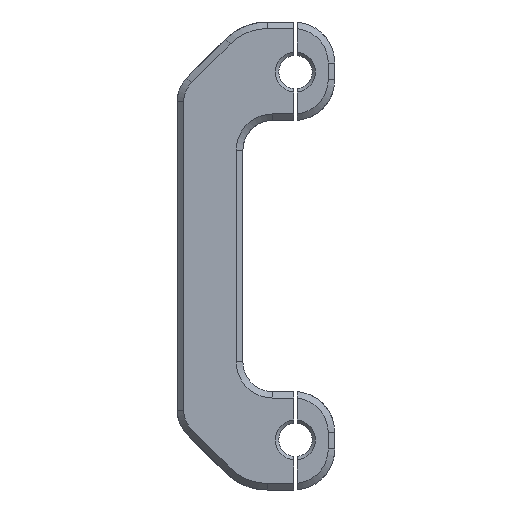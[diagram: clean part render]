
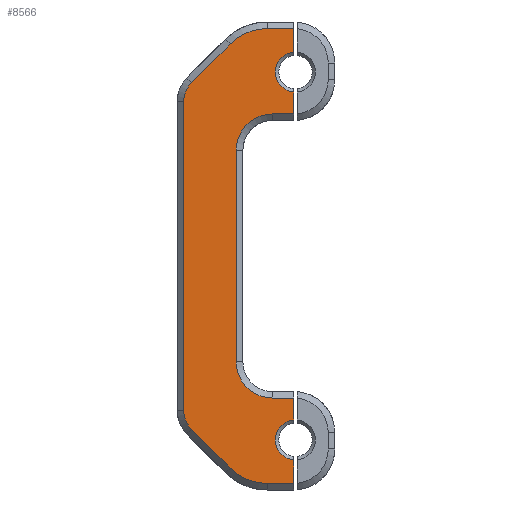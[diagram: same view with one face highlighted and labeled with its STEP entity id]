
A CAD part, left-side view. The second image highlights one B-rep face of the part: STEP entity #8566.
In plain terms, the highlighted planar face has unit normal (-1, 0, 0).
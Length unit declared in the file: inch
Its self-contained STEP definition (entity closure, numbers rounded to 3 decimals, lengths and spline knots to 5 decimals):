
#557=CIRCLE('',#9166,0.8);
#560=CIRCLE('',#9171,0.4);
#562=CIRCLE('',#9175,0.4);
#564=CIRCLE('',#9179,0.8);
#565=CIRCLE('',#9182,0.304);
#566=CIRCLE('',#9183,0.55);
#567=CIRCLE('',#9184,0.55);
#568=CIRCLE('',#9185,0.304);
#938=FACE_OUTER_BOUND('',#1453,.T.);
#1453=EDGE_LOOP('',(#6222,#6223,#6224,#6225,#6226,#6227,#6228,#6229,#6230,
#6231,#6232,#6233,#6234,#6235,#6236,#6237,#6238,#6239,#6240,#6241));
#2066=LINE('',#13044,#2781);
#2070=LINE('',#13056,#2785);
#2074=LINE('',#13068,#2789);
#2076=LINE('',#13077,#2791);
#2079=LINE('',#13083,#2794);
#2080=LINE('',#13085,#2795);
#2081=LINE('',#13089,#2796);
#2082=LINE('',#13091,#2797);
#2083=LINE('',#13095,#2798);
#2084=LINE('',#13099,#2799);
#2085=LINE('',#13101,#2800);
#2086=LINE('',#13104,#2801);
#2781=VECTOR('',#10475,0.3937);
#2785=VECTOR('',#10487,0.3937);
#2789=VECTOR('',#10499,0.3937);
#2791=VECTOR('',#10509,0.3937);
#2794=VECTOR('',#10514,0.3937);
#2795=VECTOR('',#10515,0.3937);
#2796=VECTOR('',#10518,0.3937);
#2797=VECTOR('',#10519,0.3937);
#2798=VECTOR('',#10522,0.3937);
#2799=VECTOR('',#10525,0.3937);
#2800=VECTOR('',#10526,0.3937);
#2801=VECTOR('',#10529,0.3937);
#3623=VERTEX_POINT('',#13031);
#3625=VERTEX_POINT('',#13034);
#3627=VERTEX_POINT('',#13040);
#3629=VERTEX_POINT('',#13046);
#3631=VERTEX_POINT('',#13052);
#3633=VERTEX_POINT('',#13058);
#3635=VERTEX_POINT('',#13064);
#3637=VERTEX_POINT('',#13070);
#3639=VERTEX_POINT('',#13076);
#3641=VERTEX_POINT('',#13082);
#3642=VERTEX_POINT('',#13084);
#3643=VERTEX_POINT('',#13086);
#3644=VERTEX_POINT('',#13088);
#3645=VERTEX_POINT('',#13090);
#3646=VERTEX_POINT('',#13092);
#3647=VERTEX_POINT('',#13094);
#3648=VERTEX_POINT('',#13096);
#3649=VERTEX_POINT('',#13098);
#3650=VERTEX_POINT('',#13100);
#3651=VERTEX_POINT('',#13102);
#4579=EDGE_CURVE('',#3623,#3625,#557,.T.);
#4584=EDGE_CURVE('',#3625,#3627,#2066,.T.);
#4587=EDGE_CURVE('',#3627,#3629,#560,.T.);
#4590=EDGE_CURVE('',#3629,#3631,#2070,.T.);
#4593=EDGE_CURVE('',#3631,#3633,#562,.T.);
#4596=EDGE_CURVE('',#3633,#3635,#2074,.T.);
#4599=EDGE_CURVE('',#3635,#3637,#564,.T.);
#4600=EDGE_CURVE('',#3637,#3639,#2076,.T.);
#4603=EDGE_CURVE('',#3641,#3623,#2079,.T.);
#4604=EDGE_CURVE('',#3641,#3642,#2080,.T.);
#4605=EDGE_CURVE('',#3643,#3642,#565,.T.);
#4606=EDGE_CURVE('',#3643,#3644,#2081,.T.);
#4607=EDGE_CURVE('',#3645,#3644,#2082,.T.);
#4608=EDGE_CURVE('',#3646,#3645,#566,.T.);
#4609=EDGE_CURVE('',#3647,#3646,#2083,.T.);
#4610=EDGE_CURVE('',#3648,#3647,#567,.T.);
#4611=EDGE_CURVE('',#3649,#3648,#2084,.T.);
#4612=EDGE_CURVE('',#3649,#3650,#2085,.T.);
#4613=EDGE_CURVE('',#3651,#3650,#568,.T.);
#4614=EDGE_CURVE('',#3651,#3639,#2086,.T.);
#6222=ORIENTED_EDGE('',*,*,#4599,.F.);
#6223=ORIENTED_EDGE('',*,*,#4596,.F.);
#6224=ORIENTED_EDGE('',*,*,#4593,.F.);
#6225=ORIENTED_EDGE('',*,*,#4590,.F.);
#6226=ORIENTED_EDGE('',*,*,#4587,.F.);
#6227=ORIENTED_EDGE('',*,*,#4584,.F.);
#6228=ORIENTED_EDGE('',*,*,#4579,.F.);
#6229=ORIENTED_EDGE('',*,*,#4603,.F.);
#6230=ORIENTED_EDGE('',*,*,#4604,.T.);
#6231=ORIENTED_EDGE('',*,*,#4605,.F.);
#6232=ORIENTED_EDGE('',*,*,#4606,.T.);
#6233=ORIENTED_EDGE('',*,*,#4607,.F.);
#6234=ORIENTED_EDGE('',*,*,#4608,.F.);
#6235=ORIENTED_EDGE('',*,*,#4609,.F.);
#6236=ORIENTED_EDGE('',*,*,#4610,.F.);
#6237=ORIENTED_EDGE('',*,*,#4611,.F.);
#6238=ORIENTED_EDGE('',*,*,#4612,.T.);
#6239=ORIENTED_EDGE('',*,*,#4613,.F.);
#6240=ORIENTED_EDGE('',*,*,#4614,.T.);
#6241=ORIENTED_EDGE('',*,*,#4600,.F.);
#8249=PLANE('',#9181);
#8566=ADVANCED_FACE('',(#938),#8249,.T.);
#9166=AXIS2_PLACEMENT_3D('',#13035,#10466,#10467);
#9171=AXIS2_PLACEMENT_3D('',#13050,#10481,#10482);
#9175=AXIS2_PLACEMENT_3D('',#13062,#10493,#10494);
#9179=AXIS2_PLACEMENT_3D('',#13074,#10505,#10506);
#9181=AXIS2_PLACEMENT_3D('',#13081,#10512,#10513);
#9182=AXIS2_PLACEMENT_3D('',#13087,#10516,#10517);
#9183=AXIS2_PLACEMENT_3D('',#13093,#10520,#10521);
#9184=AXIS2_PLACEMENT_3D('',#13097,#10523,#10524);
#9185=AXIS2_PLACEMENT_3D('',#13103,#10527,#10528);
#10466=DIRECTION('center_axis',(1.,0.,0.));
#10467=DIRECTION('ref_axis',(0.,0.383,-0.924));
#10475=DIRECTION('',(0.,0.707,0.707));
#10481=DIRECTION('center_axis',(1.,0.,0.));
#10482=DIRECTION('ref_axis',(0.,0.924,-0.383));
#10487=DIRECTION('',(0.,0.,1.));
#10493=DIRECTION('center_axis',(1.,0.,0.));
#10494=DIRECTION('ref_axis',(0.,0.924,0.383));
#10499=DIRECTION('',(0.,-0.707,0.707));
#10505=DIRECTION('center_axis',(1.,0.,0.));
#10506=DIRECTION('ref_axis',(0.,0.383,0.924));
#10509=DIRECTION('',(0.,-1.,0.));
#10512=DIRECTION('center_axis',(-1.,0.,0.));
#10513=DIRECTION('ref_axis',(0.,0.,1.));
#10514=DIRECTION('',(0.,1.,0.));
#10515=DIRECTION('',(0.,0.,1.));
#10516=DIRECTION('center_axis',(-1.,0.,0.));
#10517=DIRECTION('ref_axis',(0.,0.,1.));
#10518=DIRECTION('',(0.,0.,1.));
#10519=DIRECTION('',(0.,-1.,0.));
#10520=DIRECTION('center_axis',(-1.,0.,0.));
#10521=DIRECTION('ref_axis',(0.,0.707,-0.707));
#10522=DIRECTION('',(0.,0.,-1.));
#10523=DIRECTION('center_axis',(-1.,0.,0.));
#10524=DIRECTION('ref_axis',(0.,0.707,0.707));
#10525=DIRECTION('',(0.,1.,0.));
#10526=DIRECTION('',(0.,0.,1.));
#10527=DIRECTION('center_axis',(-1.,0.,0.));
#10528=DIRECTION('ref_axis',(0.,0.,1.));
#10529=DIRECTION('',(0.,0.,1.));
#13031=CARTESIAN_POINT('',(14.45,3.22721,-3.4625));
#13034=CARTESIAN_POINT('',(14.45,3.79289,-3.22819));
#13035=CARTESIAN_POINT('Origin',(14.45,3.22721,-2.6625));
#13040=CARTESIAN_POINT('',(14.45,4.38284,-2.63824));
#13044=CARTESIAN_POINT('',(14.45,3.77929,-3.24179));
#13046=CARTESIAN_POINT('',(14.45,4.5,-2.35539));
#13050=CARTESIAN_POINT('Origin',(14.45,4.1,-2.35539));
#13052=CARTESIAN_POINT('',(14.45,4.5,2.35539));
#13056=CARTESIAN_POINT('',(14.45,4.5,-1.78125));
#13058=CARTESIAN_POINT('',(14.45,4.38284,2.63824));
#13062=CARTESIAN_POINT('Origin',(14.45,4.1,2.35539));
#13064=CARTESIAN_POINT('',(14.45,3.79289,3.22819));
#13068=CARTESIAN_POINT('',(14.45,5.56054,1.46054));
#13070=CARTESIAN_POINT('',(14.45,3.22721,3.4625));
#13074=CARTESIAN_POINT('Origin',(14.45,3.22721,2.6625));
#13076=CARTESIAN_POINT('',(14.45,2.825,3.4625));
#13077=CARTESIAN_POINT('',(14.45,3.6,3.4625));
#13081=CARTESIAN_POINT('Origin',(14.45,3.6,-3.5625));
#13082=CARTESIAN_POINT('',(14.45,2.825,-3.4625));
#13083=CARTESIAN_POINT('',(14.45,3.6,-3.4625));
#13084=CARTESIAN_POINT('',(14.45,2.825,-3.10297));
#13085=CARTESIAN_POINT('',(14.45,2.825,0.3682));
#13086=CARTESIAN_POINT('',(14.45,2.825,-2.49703));
#13087=CARTESIAN_POINT('Origin',(14.45,2.8,-2.8));
#13088=CARTESIAN_POINT('',(14.45,2.825,-2.1625));
#13089=CARTESIAN_POINT('',(14.45,2.825,0.3682));
#13090=CARTESIAN_POINT('',(14.45,3.15,-2.1625));
#13091=CARTESIAN_POINT('',(14.45,3.6,-2.1625));
#13092=CARTESIAN_POINT('',(14.45,3.7,-1.6125));
#13093=CARTESIAN_POINT('Origin',(14.45,3.15,-1.6125));
#13094=CARTESIAN_POINT('',(14.45,3.7,1.6125));
#13095=CARTESIAN_POINT('',(14.45,3.7,-1.78125));
#13096=CARTESIAN_POINT('',(14.45,3.15,2.1625));
#13097=CARTESIAN_POINT('Origin',(14.45,3.15,1.6125));
#13098=CARTESIAN_POINT('',(14.45,2.825,2.1625));
#13099=CARTESIAN_POINT('',(14.45,3.6,2.1625));
#13100=CARTESIAN_POINT('',(14.45,2.825,2.49703));
#13101=CARTESIAN_POINT('',(14.45,2.825,0.3682));
#13102=CARTESIAN_POINT('',(14.45,2.825,3.10297));
#13103=CARTESIAN_POINT('Origin',(14.45,2.8,2.8));
#13104=CARTESIAN_POINT('',(14.45,2.825,0.3682));
